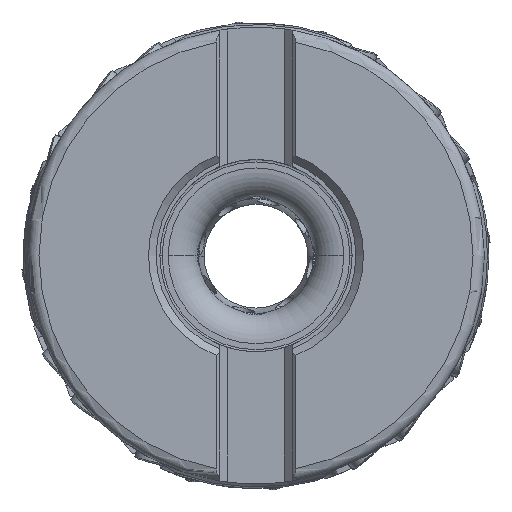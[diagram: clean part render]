
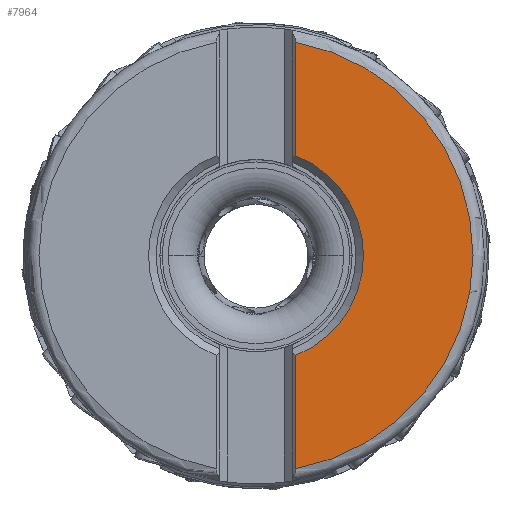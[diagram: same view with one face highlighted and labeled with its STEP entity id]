
A CAD part, top view. The second image highlights one B-rep face of the part: STEP entity #7964.
In plain terms, the highlighted planar face has unit normal (0, 0, 1).
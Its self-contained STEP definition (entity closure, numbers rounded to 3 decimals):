
#1565=PLANE('',#43809);
#3723=LINE('',#81391,#5914);
#3724=LINE('',#81395,#5915);
#5914=VECTOR('',#52892,1.);
#5915=VECTOR('',#52897,1.);
#7964=ADVANCED_FACE('',(#11193),#1565,.T.);
#11193=FACE_OUTER_BOUND('',#13503,.T.);
#13503=EDGE_LOOP('',(#24205,#24206,#24207,#24208));
#24205=ORIENTED_EDGE('',*,*,#36618,.F.);
#24206=ORIENTED_EDGE('',*,*,#36619,.T.);
#24207=ORIENTED_EDGE('',*,*,#36613,.F.);
#24208=ORIENTED_EDGE('',*,*,#36617,.T.);
#31189=VERTEX_POINT('',#81361);
#31190=VERTEX_POINT('',#81362);
#31191=VERTEX_POINT('',#81390);
#31192=VERTEX_POINT('',#81394);
#36613=EDGE_CURVE('',#31189,#31190,#39501,.T.);
#36617=EDGE_CURVE('',#31189,#31191,#3723,.T.);
#36618=EDGE_CURVE('',#31192,#31191,#39502,.T.);
#36619=EDGE_CURVE('',#31192,#31190,#3724,.T.);
#39501=CIRCLE('',#43805,28.663);
#39502=CIRCLE('',#43808,14.2);
#43805=AXIS2_PLACEMENT_3D('',#81360,#52888,#52889);
#43808=AXIS2_PLACEMENT_3D('',#81393,#52895,#52896);
#43809=AXIS2_PLACEMENT_3D('',#81396,#52898,#52899);
#52888=DIRECTION('',(0.,0.,-1.));
#52889=DIRECTION('',(0.184,0.983,0.));
#52892=DIRECTION('',(0.,-1.,0.));
#52895=DIRECTION('',(0.,0.,1.));
#52896=DIRECTION('',(0.371,-0.929,0.));
#52897=DIRECTION('',(0.,-1.,0.));
#52898=DIRECTION('',(0.,0.,1.));
#52899=DIRECTION('',(-1.,0.,0.));
#81360=CARTESIAN_POINT('',(0.,0.,0.));
#81361=CARTESIAN_POINT('',(5.263,28.175,0.));
#81362=CARTESIAN_POINT('',(5.263,-28.175,0.));
#81390=CARTESIAN_POINT('',(5.263,13.189,0.));
#81391=CARTESIAN_POINT('',(5.263,28.175,0.));
#81393=CARTESIAN_POINT('',(0.,0.,0.));
#81394=CARTESIAN_POINT('',(5.263,-13.189,0.));
#81395=CARTESIAN_POINT('',(5.262,-13.189,0.));
#81396=CARTESIAN_POINT('',(16.964,0.,0.));
